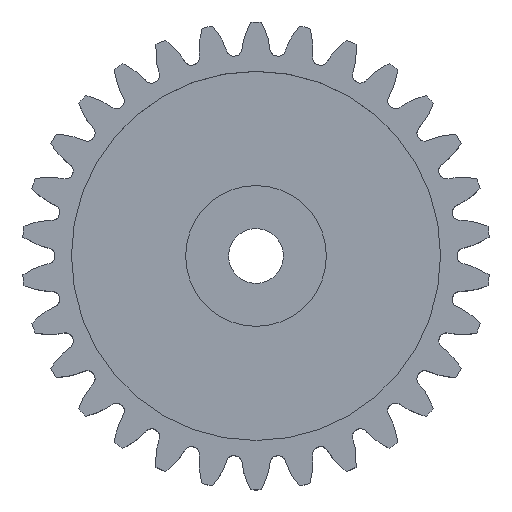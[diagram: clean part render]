
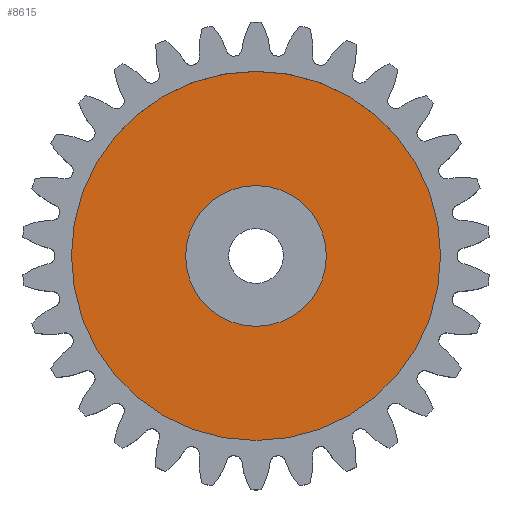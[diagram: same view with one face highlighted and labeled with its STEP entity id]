
A CAD part, top view. The second image highlights one B-rep face of the part: STEP entity #8615.
In plain terms, the highlighted planar face has unit normal (0, 0, 1).
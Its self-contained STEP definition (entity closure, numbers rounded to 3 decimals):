
#144 = DIRECTION ( 'NONE',  ( 0., 0., 1. ) ) ;
#163 = AXIS2_PLACEMENT_3D ( 'NONE', #8456, #11046, #7402 ) ;
#779 = DIRECTION ( 'NONE',  ( 0., 0., -1. ) ) ;
#1210 = DIRECTION ( 'NONE',  ( 0., 0., -1. ) ) ;
#1585 = DIRECTION ( 'NONE',  ( 1., 0., 0. ) ) ;
#1693 = CARTESIAN_POINT ( 'NONE',  ( 0., 0., 3.875 ) ) ;
#2050 = AXIS2_PLACEMENT_3D ( 'NONE', #1693, #11450, #1585 ) ;
#2164 = CIRCLE ( 'NONE', #7035, 3.85 ) ;
#2870 = ORIENTED_EDGE ( 'NONE', *, *, #4588, .F. ) ;
#3296 = DIRECTION ( 'NONE',  ( 1., 0., 0. ) ) ;
#3799 = CARTESIAN_POINT ( 'NONE',  ( 10.1, 0., 3.875 ) ) ;
#3836 = ORIENTED_EDGE ( 'NONE', *, *, #4217, .T. ) ;
#4064 = PLANE ( 'NONE',  #11198 ) ;
#4217 = EDGE_CURVE ( 'NONE', #10217, #12164, #2164, .T. ) ;
#4588 = EDGE_CURVE ( 'NONE', #8638, #5291, #15182, .T. ) ;
#5093 = CARTESIAN_POINT ( 'NONE',  ( -10.1, 0., 3.875 ) ) ;
#5291 = VERTEX_POINT ( 'NONE', #3799 ) ;
#6232 = EDGE_LOOP ( 'NONE', ( #7520, #2870 ) ) ;
#6327 = CARTESIAN_POINT ( 'NONE',  ( 0., 0., 3.875 ) ) ;
#6543 = CIRCLE ( 'NONE', #163, 3.85 ) ;
#7035 = AXIS2_PLACEMENT_3D ( 'NONE', #12393, #1210, #7611 ) ;
#7188 = EDGE_CURVE ( 'NONE', #5291, #8638, #14525, .T. ) ;
#7402 = DIRECTION ( 'NONE',  ( 1., 0., 0. ) ) ;
#7520 = ORIENTED_EDGE ( 'NONE', *, *, #7188, .F. ) ;
#7522 = EDGE_CURVE ( 'NONE', #12164, #10217, #6543, .T. ) ;
#7611 = DIRECTION ( 'NONE',  ( 1., 0., 0. ) ) ;
#8456 = CARTESIAN_POINT ( 'NONE',  ( 0., 0., 3.875 ) ) ;
#8615 = ADVANCED_FACE ( 'NONE', ( #10582, #8991 ), #4064, .T. ) ;
#8638 = VERTEX_POINT ( 'NONE', #5093 ) ;
#8700 = CARTESIAN_POINT ( 'NONE',  ( -3.85, 0., 3.875 ) ) ;
#8991 = FACE_BOUND ( 'NONE', #9010, .T. ) ;
#9010 = EDGE_LOOP ( 'NONE', ( #14607, #3836 ) ) ;
#9531 = CARTESIAN_POINT ( 'NONE',  ( 0., 0., 3.875 ) ) ;
#9699 = CARTESIAN_POINT ( 'NONE',  ( 3.85, 0., 3.875 ) ) ;
#10077 = DIRECTION ( 'NONE',  ( 1., 0., 0. ) ) ;
#10217 = VERTEX_POINT ( 'NONE', #8700 ) ;
#10582 = FACE_OUTER_BOUND ( 'NONE', #6232, .T. ) ;
#11046 = DIRECTION ( 'NONE',  ( 0., 0., -1. ) ) ;
#11198 = AXIS2_PLACEMENT_3D ( 'NONE', #6327, #144, #10077 ) ;
#11450 = DIRECTION ( 'NONE',  ( 0., 0., -1. ) ) ;
#11474 = AXIS2_PLACEMENT_3D ( 'NONE', #9531, #779, #3296 ) ;
#12164 = VERTEX_POINT ( 'NONE', #9699 ) ;
#12393 = CARTESIAN_POINT ( 'NONE',  ( 0., 0., 3.875 ) ) ;
#14525 = CIRCLE ( 'NONE', #2050, 10.1 ) ;
#14607 = ORIENTED_EDGE ( 'NONE', *, *, #7522, .T. ) ;
#15182 = CIRCLE ( 'NONE', #11474, 10.1 ) ;
